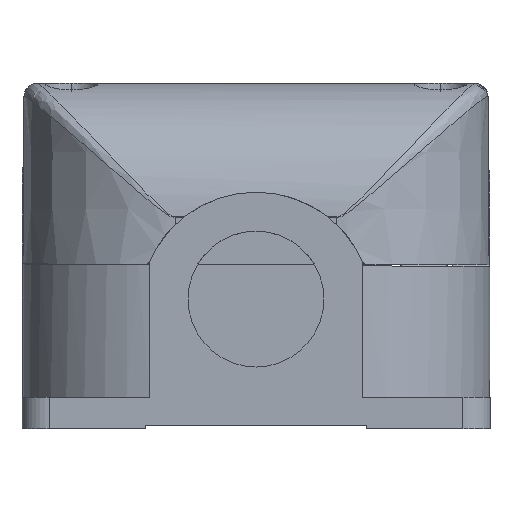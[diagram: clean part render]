
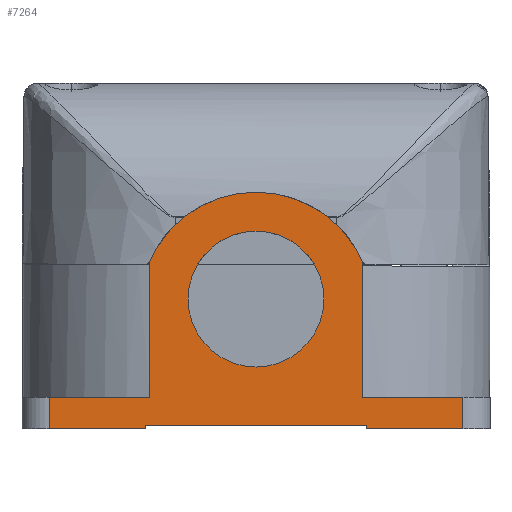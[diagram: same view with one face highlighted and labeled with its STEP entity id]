
A CAD part, left-side view. The second image highlights one B-rep face of the part: STEP entity #7264.
In plain terms, the highlighted planar face has unit normal (-1, 0, 0).
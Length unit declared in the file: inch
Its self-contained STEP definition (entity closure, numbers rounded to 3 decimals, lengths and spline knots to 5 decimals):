
#527 = PLANE ( 'NONE',  #8158 ) ;
#542 = CARTESIAN_POINT ( 'NONE',  ( -4.82375, -4.7218, -3.19587 ) ) ;
#602 = VERTEX_POINT ( 'NONE', #768 ) ;
#768 = CARTESIAN_POINT ( 'NONE',  ( -4.82375, -2.79475, -3.38484 ) ) ;
#887 = EDGE_CURVE ( 'NONE', #8778, #6516, #6789, .T. ) ;
#1051 = VERTEX_POINT ( 'NONE', #10809 ) ;
#1197 = LINE ( 'NONE', #542, #3500 ) ;
#1637 = VERTEX_POINT ( 'NONE', #4593 ) ;
#1707 = CARTESIAN_POINT ( 'NONE',  ( -4.82375, -4.7218, -3.38484 ) ) ;
#1726 = EDGE_CURVE ( 'NONE', #1637, #10760, #5475, .T. ) ;
#1909 = EDGE_CURVE ( 'NONE', #12018, #1051, #9815, .T. ) ;
#2039 = DIRECTION ( 'NONE',  ( 0., 0., -1. ) ) ;
#2123 = CARTESIAN_POINT ( 'NONE',  ( -4.82375, -4.7218, -3.19587 ) ) ;
#2167 = CARTESIAN_POINT ( 'NONE',  ( -4.82375, -2.81686, -2.36778 ) ) ;
#2210 = EDGE_CURVE ( 'NONE', #11874, #12018, #8244, .T. ) ;
#2258 = CARTESIAN_POINT ( 'NONE',  ( -4.82375, -2.81686, -2.36778 ) ) ;
#2368 = CARTESIAN_POINT ( 'NONE',  ( -4.82375, -3.46404, -2.6565 ) ) ;
#2392 = CARTESIAN_POINT ( 'NONE',  ( -4.82375, -4.11122, -2.36778 ) ) ;
#2478 = EDGE_CURVE ( 'NONE', #10760, #3101, #10839, .T. ) ;
#2519 = DIRECTION ( 'NONE',  ( -1., 0., 0. ) ) ;
#2603 = EDGE_CURVE ( 'NONE', #1637, #11874, #6991, .T. ) ;
#2666 = CARTESIAN_POINT ( 'NONE',  ( -4.82375, -2.79475, -3.38484 ) ) ;
#2678 = ORIENTED_EDGE ( 'NONE', *, *, #9222, .F. ) ;
#2711 = ORIENTED_EDGE ( 'NONE', *, *, #10090, .F. ) ;
#2765 = EDGE_LOOP ( 'NONE', ( #11429, #4713, #7247, #10619, #6156, #10261, #9168, #4464, #2711, #10603, #4499, #6918 ) ) ;
#2989 = VECTOR ( 'NONE', #9950, 39.37008 ) ;
#3001 = DIRECTION ( 'NONE',  ( 0., 0., -1. ) ) ;
#3101 = VERTEX_POINT ( 'NONE', #8668 ) ;
#3500 = VECTOR ( 'NONE', #10374, 39.37008 ) ;
#3509 = CARTESIAN_POINT ( 'NONE',  ( -4.82375, -4.13333, -3.19587 ) ) ;
#3644 = CARTESIAN_POINT ( 'NONE',  ( -4.82375, -4.13333, -3.36516 ) ) ;
#3757 = VECTOR ( 'NONE', #12448, 39.37008 ) ;
#4062 = EDGE_CURVE ( 'NONE', #12150, #10804, #5216, .T. ) ;
#4206 = VERTEX_POINT ( 'NONE', #5665 ) ;
#4207 = CARTESIAN_POINT ( 'NONE',  ( -4.82375, -4.13333, -3.36516 ) ) ;
#4464 = ORIENTED_EDGE ( 'NONE', *, *, #5537, .F. ) ;
#4499 = ORIENTED_EDGE ( 'NONE', *, *, #1909, .F. ) ;
#4593 = CARTESIAN_POINT ( 'NONE',  ( -4.82375, -2.81686, -3.19587 ) ) ;
#4638 = LINE ( 'NONE', #2666, #7315 ) ;
#4696 = VECTOR ( 'NONE', #11246, 39.37008 ) ;
#4713 = ORIENTED_EDGE ( 'NONE', *, *, #1726, .T. ) ;
#4725 = DIRECTION ( 'NONE',  ( 0., 1., 0. ) ) ;
#4756 = DIRECTION ( 'NONE',  ( 0., 1., 0. ) ) ;
#5152 = DIRECTION ( 'NONE',  ( 1., 0., 0. ) ) ;
#5216 = LINE ( 'NONE', #4207, #2989 ) ;
#5236 = CARTESIAN_POINT ( 'NONE',  ( -4.82375, -2.79475, -3.19587 ) ) ;
#5282 = ORIENTED_EDGE ( 'NONE', *, *, #887, .F. ) ;
#5311 = CARTESIAN_POINT ( 'NONE',  ( -4.82375, -3.46404, -2.59744 ) ) ;
#5383 = AXIS2_PLACEMENT_3D ( 'NONE', #2368, #5152, #8999 ) ;
#5475 = LINE ( 'NONE', #3509, #11103 ) ;
#5537 = EDGE_CURVE ( 'NONE', #4206, #11910, #5585, .T. ) ;
#5584 = AXIS2_PLACEMENT_3D ( 'NONE', #5311, #2519, #9210 ) ;
#5585 = LINE ( 'NONE', #1707, #12252 ) ;
#5665 = CARTESIAN_POINT ( 'NONE',  ( -4.82375, -4.7218, -3.38484 ) ) ;
#5683 = LINE ( 'NONE', #10659, #5993 ) ;
#5993 = VECTOR ( 'NONE', #4725, 39.37008 ) ;
#6156 = ORIENTED_EDGE ( 'NONE', *, *, #7736, .F. ) ;
#6164 = DIRECTION ( 'NONE',  ( 0., 0., 1. ) ) ;
#6516 = VERTEX_POINT ( 'NONE', #7071 ) ;
#6789 = CIRCLE ( 'NONE', #5584, 0.41339 ) ;
#6875 = VERTEX_POINT ( 'NONE', #2123 ) ;
#6918 = ORIENTED_EDGE ( 'NONE', *, *, #2210, .F. ) ;
#6991 = LINE ( 'NONE', #2167, #11323 ) ;
#7071 = CARTESIAN_POINT ( 'NONE',  ( -4.82375, -3.46404, -3.01083 ) ) ;
#7247 = ORIENTED_EDGE ( 'NONE', *, *, #2478, .T. ) ;
#7264 = ADVANCED_FACE ( 'NONE', ( #11138, #9405 ), #527, .T. ) ;
#7315 = VECTOR ( 'NONE', #4756, 39.37008 ) ;
#7390 = CARTESIAN_POINT ( 'NONE',  ( -4.82375, -3.46404, -2.18406 ) ) ;
#7417 = DIRECTION ( 'NONE',  ( 0., 0., 1. ) ) ;
#7736 = EDGE_CURVE ( 'NONE', #10804, #602, #9196, .T. ) ;
#7859 = EDGE_CURVE ( 'NONE', #12150, #11910, #9699, .T. ) ;
#7903 = EDGE_CURVE ( 'NONE', #6875, #1051, #5683, .T. ) ;
#8158 = AXIS2_PLACEMENT_3D ( 'NONE', #9145, #8324, #7417 ) ;
#8244 = CIRCLE ( 'NONE', #5383, 0.70866 ) ;
#8324 = DIRECTION ( 'NONE',  ( -1., 0., 0. ) ) ;
#8600 = CARTESIAN_POINT ( 'NONE',  ( -4.82375, -2.20628, -3.19587 ) ) ;
#8631 = CARTESIAN_POINT ( 'NONE',  ( -4.82375, -2.79475, -3.36516 ) ) ;
#8668 = CARTESIAN_POINT ( 'NONE',  ( -4.82375, -2.20628, -3.38484 ) ) ;
#8760 = CARTESIAN_POINT ( 'NONE',  ( -4.82375, -4.13333, -3.38484 ) ) ;
#8778 = VERTEX_POINT ( 'NONE', #7390 ) ;
#8999 = DIRECTION ( 'NONE',  ( 0., 0., -1. ) ) ;
#9145 = CARTESIAN_POINT ( 'NONE',  ( -4.82375, -4.13333, -3.19587 ) ) ;
#9168 = ORIENTED_EDGE ( 'NONE', *, *, #7859, .T. ) ;
#9196 = LINE ( 'NONE', #5236, #4696 ) ;
#9210 = DIRECTION ( 'NONE',  ( 0., 0., -1. ) ) ;
#9222 = EDGE_CURVE ( 'NONE', #6516, #8778, #10174, .T. ) ;
#9229 = EDGE_CURVE ( 'NONE', #602, #3101, #4638, .T. ) ;
#9347 = DIRECTION ( 'NONE',  ( 0., 1., 0. ) ) ;
#9405 = FACE_OUTER_BOUND ( 'NONE', #2765, .T. ) ;
#9554 = CARTESIAN_POINT ( 'NONE',  ( -4.82375, -3.46404, -2.59744 ) ) ;
#9612 = DIRECTION ( 'NONE',  ( -1., 0., 0. ) ) ;
#9699 = LINE ( 'NONE', #11439, #3757 ) ;
#9815 = LINE ( 'NONE', #11741, #11505 ) ;
#9950 = DIRECTION ( 'NONE',  ( 0., 1., 0. ) ) ;
#10090 = EDGE_CURVE ( 'NONE', #6875, #4206, #1197, .T. ) ;
#10174 = CIRCLE ( 'NONE', #11819, 0.41339 ) ;
#10261 = ORIENTED_EDGE ( 'NONE', *, *, #4062, .F. ) ;
#10374 = DIRECTION ( 'NONE',  ( 0., 0., -1. ) ) ;
#10603 = ORIENTED_EDGE ( 'NONE', *, *, #7903, .T. ) ;
#10619 = ORIENTED_EDGE ( 'NONE', *, *, #9229, .F. ) ;
#10659 = CARTESIAN_POINT ( 'NONE',  ( -4.82375, -4.13333, -3.19587 ) ) ;
#10760 = VERTEX_POINT ( 'NONE', #12463 ) ;
#10804 = VERTEX_POINT ( 'NONE', #8631 ) ;
#10809 = CARTESIAN_POINT ( 'NONE',  ( -4.82375, -4.11122, -3.19587 ) ) ;
#10839 = LINE ( 'NONE', #8600, #11724 ) ;
#11103 = VECTOR ( 'NONE', #11300, 39.37008 ) ;
#11138 = FACE_BOUND ( 'NONE', #11399, .T. ) ;
#11246 = DIRECTION ( 'NONE',  ( 0., 0., -1. ) ) ;
#11300 = DIRECTION ( 'NONE',  ( 0., 1., 0. ) ) ;
#11323 = VECTOR ( 'NONE', #6164, 39.37008 ) ;
#11399 = EDGE_LOOP ( 'NONE', ( #5282, #2678 ) ) ;
#11429 = ORIENTED_EDGE ( 'NONE', *, *, #2603, .F. ) ;
#11439 = CARTESIAN_POINT ( 'NONE',  ( -4.82375, -4.13333, -3.19587 ) ) ;
#11474 = DIRECTION ( 'NONE',  ( 0., 0., -1. ) ) ;
#11505 = VECTOR ( 'NONE', #3001, 39.37008 ) ;
#11724 = VECTOR ( 'NONE', #2039, 39.37008 ) ;
#11741 = CARTESIAN_POINT ( 'NONE',  ( -4.82375, -4.11122, -3.19587 ) ) ;
#11819 = AXIS2_PLACEMENT_3D ( 'NONE', #9554, #9612, #11474 ) ;
#11874 = VERTEX_POINT ( 'NONE', #2258 ) ;
#11910 = VERTEX_POINT ( 'NONE', #8760 ) ;
#12018 = VERTEX_POINT ( 'NONE', #2392 ) ;
#12150 = VERTEX_POINT ( 'NONE', #3644 ) ;
#12252 = VECTOR ( 'NONE', #9347, 39.37008 ) ;
#12448 = DIRECTION ( 'NONE',  ( 0., 0., -1. ) ) ;
#12463 = CARTESIAN_POINT ( 'NONE',  ( -4.82375, -2.20628, -3.19587 ) ) ;
